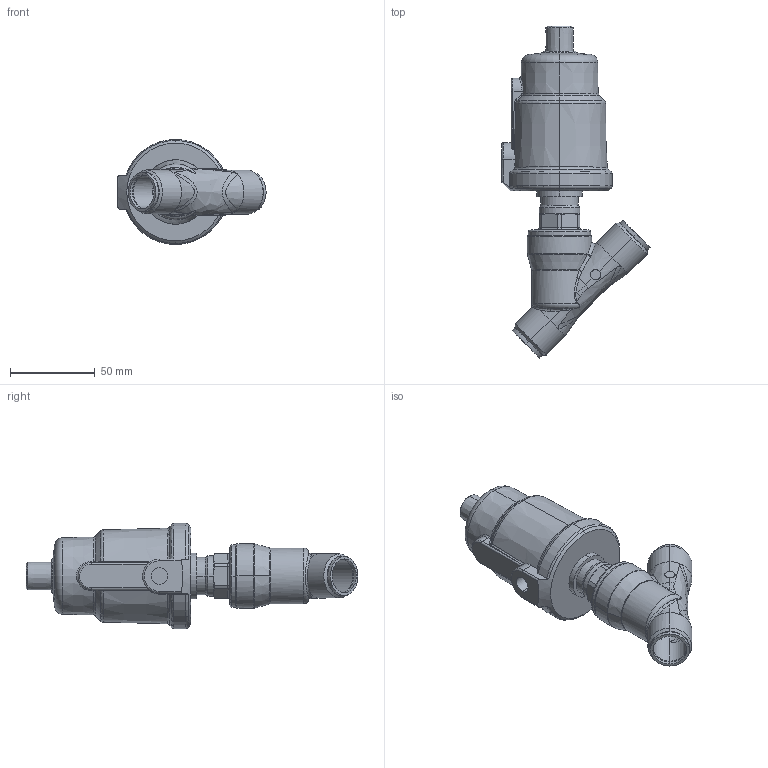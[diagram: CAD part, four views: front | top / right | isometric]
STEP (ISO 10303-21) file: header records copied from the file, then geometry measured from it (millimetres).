
FILE_DESCRIPTION (( 'STEP AP203' ), '1' );
FILE_NAME ('50DN20H25µ¥-DIN11850.2 .STEP', '2023-02-14T03:09:13', ( '' ), ( '' ), 'SwSTEP 2.0', 'SolidWorks 2014', '' );
FILE_SCHEMA (( 'CONFIG_CONTROL_DESIGN' ));
Length unit declared in the file: millimetre
Products named in the file (4): 50DN20H25µ¥-DIN11850.2 ; DN20爾諉概极11850.2  ; 蟀諉20-8H25; H2000 50ͷ
Assembly tree (3 placements, depth 2):
  50DN20H25µ¥-DIN11850.2 
    H2000 50ͷ
    蟀諉20-8H25
    DN20爾諉概极11850.2  
Bounding box: 87.4 x 195.83 x 62 mm (x, y, z)
Volume: 232422.9 mm3; surface area: 43674.3 mm2
Topology: 3 solids, 4 shells, 350 faces, 823 edges, 497 vertices
Faces by surface type: plane 88, bspline 80, cylinder 70, cone 62, torus 46, sphere 4
Entity records: 15725 total; most frequent: CARTESIAN_POINT 7878, ORIENTED_EDGE 1642, DIRECTION 1403, EDGE_CURVE 821, AXIS2_PLACEMENT_3D 547, VERTEX_POINT 497, EDGE_LOOP 372, ADVANCED_FACE 350
